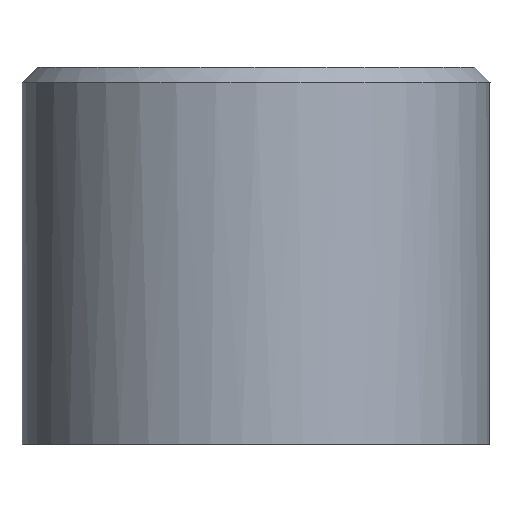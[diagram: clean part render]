
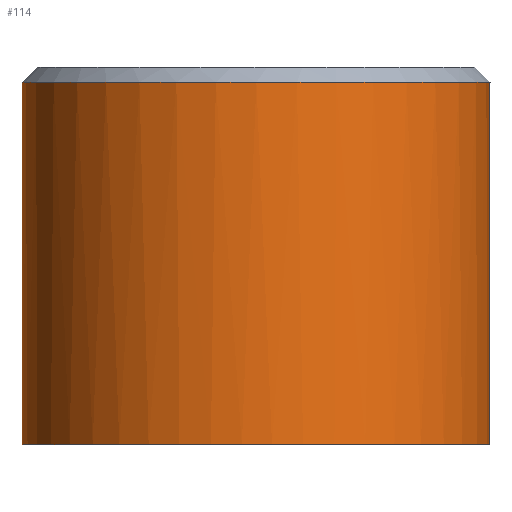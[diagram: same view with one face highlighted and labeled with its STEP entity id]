
A CAD part, left-side view. The second image highlights one B-rep face of the part: STEP entity #114.
In plain terms, the highlighted free-form (B-spline) face has degree [2, 1] with [9, 2] control points.
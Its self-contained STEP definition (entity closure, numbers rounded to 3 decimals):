
#32=(
BOUNDED_SURFACE()
B_SPLINE_SURFACE(2,1,((#1769,#1770),(#1771,#1772),(#1773,#1774),(#1775,
#1776),(#1777,#1778),(#1779,#1780),(#1781,#1782),(#1783,#1784),(#1785,#1786)),
 .UNSPECIFIED.,.T.,.F.,.F.)
B_SPLINE_SURFACE_WITH_KNOTS((3,2,2,2,3),(2,2),(0.,24.347,48.695,
73.042,97.389),(0.,25.),.UNSPECIFIED.)
GEOMETRIC_REPRESENTATION_ITEM()
RATIONAL_B_SPLINE_SURFACE(((1.,1.),(0.707,0.707),
(1.,1.),(0.707,0.707),(1.,1.),(0.707,
0.707),(1.,1.),(0.707,0.707),(1.,1.)))
REPRESENTATION_ITEM('')
SURFACE()
);
#114=ADVANCED_FACE('',(#146),#32,.T.);
#146=FACE_OUTER_BOUND('',#179,.T.);
#179=EDGE_LOOP('',(#272,#273,#274,#275));
#272=ORIENTED_EDGE('',*,*,#410,.T.);
#273=ORIENTED_EDGE('',*,*,#409,.T.);
#274=ORIENTED_EDGE('',*,*,#403,.F.);
#275=ORIENTED_EDGE('',*,*,#411,.F.);
#403=EDGE_CURVE('',#641,#640,#488,.T.);
#409=EDGE_CURVE('',#645,#640,#490,.T.);
#410=EDGE_CURVE('',#647,#645,#556,.T.);
#411=EDGE_CURVE('',#647,#641,#557,.T.);
#488=(
BOUNDED_CURVE()
B_SPLINE_CURVE(2,(#1817,#1818,#1819,#1820,#1821),.UNSPECIFIED.,.F.,.F.)
B_SPLINE_CURVE_WITH_KNOTS((3,2,3),(48.695,73.042,97.389),
 .UNSPECIFIED.)
CURVE()
GEOMETRIC_REPRESENTATION_ITEM()
RATIONAL_B_SPLINE_CURVE((1.,0.707,1.,0.707,1.))
REPRESENTATION_ITEM('')
);
#490=(
BOUNDED_CURVE()
B_SPLINE_CURVE(1,(#1839,#1840),.UNSPECIFIED.,.F.,.F.)
B_SPLINE_CURVE_WITH_KNOTS((2,2),(1.,25.),.UNSPECIFIED.)
CURVE()
GEOMETRIC_REPRESENTATION_ITEM()
RATIONAL_B_SPLINE_CURVE((1.,1.))
REPRESENTATION_ITEM('')
);
#556=B_SPLINE_CURVE_WITH_KNOTS('',3,(#1841,#1842,#1843,#1844,#1845,#1846,
#1847,#1848,#1849,#1850,#1851,#1852,#1853,#1854,#1855,#1856,#1857,#1858,
#1859),.UNSPECIFIED.,.F.,.F.,(4,1,1,1,1,1,1,1,1,1,1,1,1,1,1,1,4),(45.553,
48.206,51.019,53.949,56.941,59.934,
62.864,65.676,68.33,70.983,73.796,
76.726,79.718,82.71,85.64,88.453,
91.106),.UNSPECIFIED.);
#557=B_SPLINE_CURVE_WITH_KNOTS('',1,(#1860,#1861),.UNSPECIFIED.,.F.,.F.,
(2,2),(-24.,0.),.UNSPECIFIED.);
#640=VERTEX_POINT('',#1807);
#641=VERTEX_POINT('',#1808);
#645=VERTEX_POINT('',#1812);
#647=VERTEX_POINT('',#1814);
#1769=CARTESIAN_POINT('',(4.5,34.,25.));
#1770=CARTESIAN_POINT('',(4.5,34.,0.));
#1771=CARTESIAN_POINT('',(20.,34.,25.));
#1772=CARTESIAN_POINT('',(20.,34.,0.));
#1773=CARTESIAN_POINT('',(20.,18.5,25.));
#1774=CARTESIAN_POINT('',(20.,18.5,0.));
#1775=CARTESIAN_POINT('',(20.,3.,25.));
#1776=CARTESIAN_POINT('',(20.,3.,0.));
#1777=CARTESIAN_POINT('',(4.5,3.,25.));
#1778=CARTESIAN_POINT('',(4.5,3.,0.));
#1779=CARTESIAN_POINT('',(-11.,3.,25.));
#1780=CARTESIAN_POINT('',(-11.,3.,0.));
#1781=CARTESIAN_POINT('',(-11.,18.5,25.));
#1782=CARTESIAN_POINT('',(-11.,18.5,0.));
#1783=CARTESIAN_POINT('',(-11.,34.,25.));
#1784=CARTESIAN_POINT('',(-11.,34.,0.));
#1785=CARTESIAN_POINT('',(4.5,34.,25.));
#1786=CARTESIAN_POINT('',(4.5,34.,0.));
#1807=CARTESIAN_POINT('',(4.5,34.,0.));
#1808=CARTESIAN_POINT('',(4.5,3.,0.));
#1812=CARTESIAN_POINT('',(4.5,34.,24.));
#1814=CARTESIAN_POINT('',(4.5,3.,24.));
#1817=CARTESIAN_POINT('',(4.5,3.,0.));
#1818=CARTESIAN_POINT('',(-11.,3.,0.));
#1819=CARTESIAN_POINT('',(-11.,18.5,0.));
#1820=CARTESIAN_POINT('',(-11.,34.,0.));
#1821=CARTESIAN_POINT('',(4.5,34.,0.));
#1839=CARTESIAN_POINT('',(4.5,34.,24.));
#1840=CARTESIAN_POINT('',(4.5,34.,0.));
#1841=CARTESIAN_POINT('',(4.5,3.,24.));
#1842=CARTESIAN_POINT('',(3.555,3.,24.));
#1843=CARTESIAN_POINT('',(1.607,3.179,24.));
#1844=CARTESIAN_POINT('',(-1.282,4.009,24.));
#1845=CARTESIAN_POINT('',(-4.06,5.448,24.));
#1846=CARTESIAN_POINT('',(-6.538,7.462,24.));
#1847=CARTESIAN_POINT('',(-8.552,9.94,24.));
#1848=CARTESIAN_POINT('',(-9.991,12.718,24.));
#1849=CARTESIAN_POINT('',(-10.821,15.607,24.));
#1850=CARTESIAN_POINT('',(-11.087,18.5,24.));
#1851=CARTESIAN_POINT('',(-10.821,21.393,24.));
#1852=CARTESIAN_POINT('',(-9.991,24.282,24.));
#1853=CARTESIAN_POINT('',(-8.552,27.06,24.));
#1854=CARTESIAN_POINT('',(-6.538,29.538,24.));
#1855=CARTESIAN_POINT('',(-4.06,31.552,24.));
#1856=CARTESIAN_POINT('',(-1.282,32.991,24.));
#1857=CARTESIAN_POINT('',(1.607,33.821,24.));
#1858=CARTESIAN_POINT('',(3.555,34.,24.));
#1859=CARTESIAN_POINT('',(4.5,34.,24.));
#1860=CARTESIAN_POINT('',(4.5,3.,24.));
#1861=CARTESIAN_POINT('',(4.5,3.,0.));
